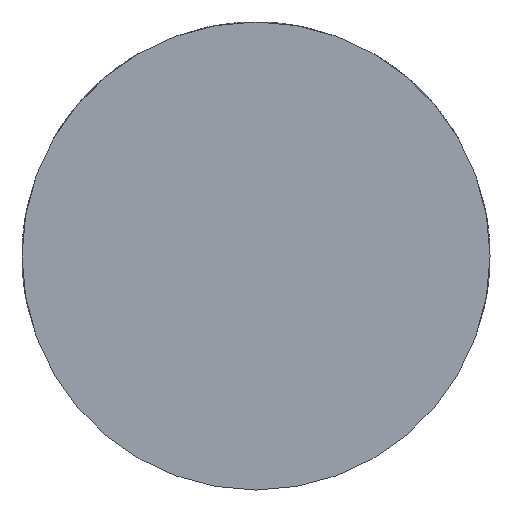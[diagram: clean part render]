
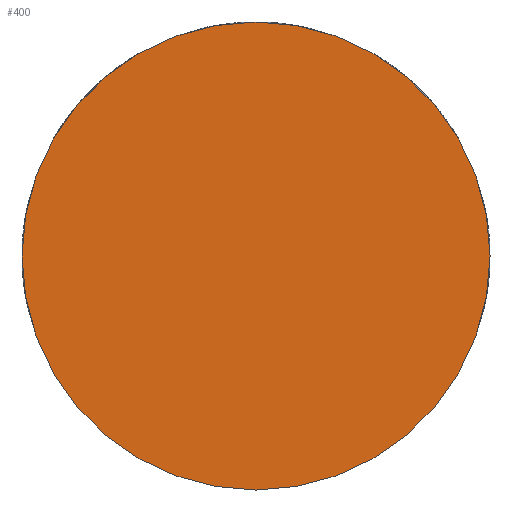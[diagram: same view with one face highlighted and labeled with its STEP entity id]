
A CAD part, front view. The second image highlights one B-rep face of the part: STEP entity #400.
In plain terms, the highlighted planar face has unit normal (0, -1, 0).
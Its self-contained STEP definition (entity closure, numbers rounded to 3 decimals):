
#16=PLANE('',#435);
#43=CIRCLE('',#424,100.);
#44=CIRCLE('',#425,100.);
#58=FACE_OUTER_BOUND('',#93,.T.);
#93=EDGE_LOOP('',(#370,#371));
#186=VERTEX_POINT('',#1022);
#187=VERTEX_POINT('',#1024);
#235=EDGE_CURVE('',#187,#186,#43,.T.);
#236=EDGE_CURVE('',#186,#187,#44,.T.);
#370=ORIENTED_EDGE('',*,*,#235,.T.);
#371=ORIENTED_EDGE('',*,*,#236,.T.);
#400=ADVANCED_FACE('',(#58),#16,.T.);
#424=AXIS2_PLACEMENT_3D('',#1025,#459,#460);
#425=AXIS2_PLACEMENT_3D('',#1026,#461,#462);
#435=AXIS2_PLACEMENT_3D('',#1395,#489,#490);
#459=DIRECTION('center_axis',(0.,-1.,0.));
#460=DIRECTION('ref_axis',(1.,0.,0.));
#461=DIRECTION('center_axis',(0.,-1.,0.));
#462=DIRECTION('ref_axis',(1.,0.,0.));
#489=DIRECTION('center_axis',(0.,-1.,0.));
#490=DIRECTION('ref_axis',(-1.,0.,0.));
#1022=CARTESIAN_POINT('',(-100.,0.,0.));
#1024=CARTESIAN_POINT('',(100.,0.,0.));
#1025=CARTESIAN_POINT('Origin',(0.,0.,0.));
#1026=CARTESIAN_POINT('Origin',(0.,0.,0.));
#1395=CARTESIAN_POINT('Origin',(0.,0.,0.));
